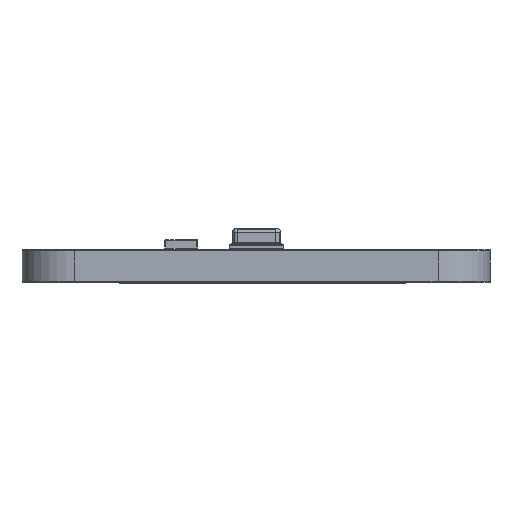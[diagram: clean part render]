
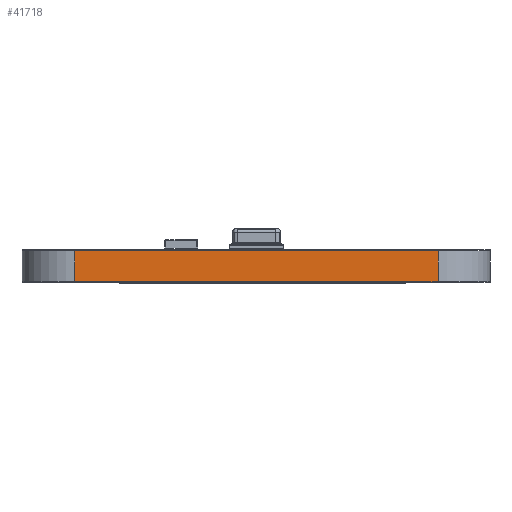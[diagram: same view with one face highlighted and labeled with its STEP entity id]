
A CAD part, left-side view. The second image highlights one B-rep face of the part: STEP entity #41718.
In plain terms, the highlighted planar face has unit normal (-1, 0, 0).
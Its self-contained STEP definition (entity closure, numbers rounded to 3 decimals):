
#41125 = VERTEX_POINT('',#41126);
#41126 = CARTESIAN_POINT('',(-12.721,8.854,0.));
#41133 = EDGE_CURVE('',#41134,#41125,#41136,.T.);
#41134 = VERTEX_POINT('',#41135);
#41135 = CARTESIAN_POINT('',(-12.721,-8.89,0.));
#41136 = LINE('',#41137,#41138);
#41137 = CARTESIAN_POINT('',(-12.721,-8.89,0.));
#41138 = VECTOR('',#41139,1.);
#41139 = DIRECTION('',(0.,1.,0.));
#41408 = VERTEX_POINT('',#41409);
#41409 = CARTESIAN_POINT('',(-12.721,8.854,1.51));
#41416 = EDGE_CURVE('',#41417,#41408,#41419,.T.);
#41417 = VERTEX_POINT('',#41418);
#41418 = CARTESIAN_POINT('',(-12.721,-8.89,1.51));
#41419 = LINE('',#41420,#41421);
#41420 = CARTESIAN_POINT('',(-12.721,-8.89,1.51));
#41421 = VECTOR('',#41422,1.);
#41422 = DIRECTION('',(0.,1.,0.));
#41688 = EDGE_CURVE('',#41125,#41408,#41689,.T.);
#41689 = LINE('',#41690,#41691);
#41690 = CARTESIAN_POINT('',(-12.721,8.854,0.));
#41691 = VECTOR('',#41692,1.);
#41692 = DIRECTION('',(0.,0.,1.));
#41718 = ADVANCED_FACE('',(#41719),#41730,.T.);
#41719 = FACE_BOUND('',#41720,.T.);
#41720 = EDGE_LOOP('',(#41721,#41727,#41728,#41729));
#41721 = ORIENTED_EDGE('',*,*,#41722,.T.);
#41722 = EDGE_CURVE('',#41134,#41417,#41723,.T.);
#41723 = LINE('',#41724,#41725);
#41724 = CARTESIAN_POINT('',(-12.721,-8.89,0.));
#41725 = VECTOR('',#41726,1.);
#41726 = DIRECTION('',(0.,0.,1.));
#41727 = ORIENTED_EDGE('',*,*,#41416,.T.);
#41728 = ORIENTED_EDGE('',*,*,#41688,.F.);
#41729 = ORIENTED_EDGE('',*,*,#41133,.F.);
#41730 = PLANE('',#41731);
#41731 = AXIS2_PLACEMENT_3D('',#41732,#41733,#41734);
#41732 = CARTESIAN_POINT('',(-12.721,-8.89,0.));
#41733 = DIRECTION('',(-1.,0.,0.));
#41734 = DIRECTION('',(0.,1.,0.));
